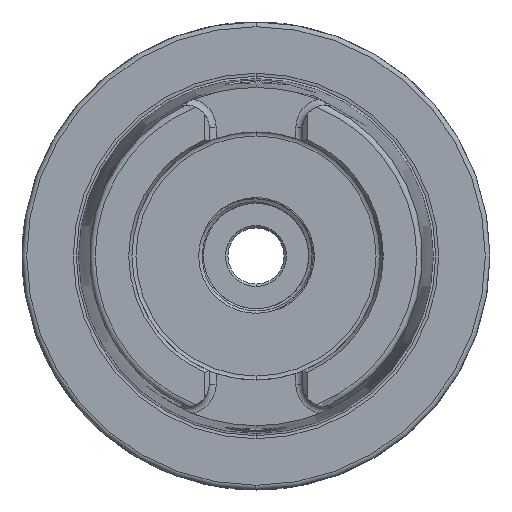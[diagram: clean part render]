
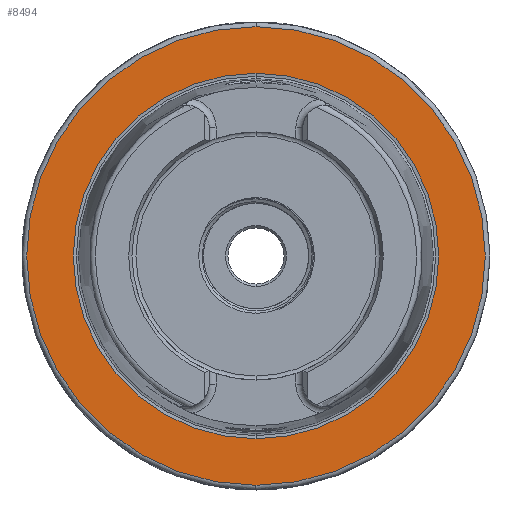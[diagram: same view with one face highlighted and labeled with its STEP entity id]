
A CAD part, left-side view. The second image highlights one B-rep face of the part: STEP entity #8494.
In plain terms, the highlighted planar face has unit normal (-1, 0, 0).
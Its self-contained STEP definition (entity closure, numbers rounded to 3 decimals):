
#4637 = CARTESIAN_POINT ( 'NONE',  ( 0., 0., 0. ) ) ;
#4638 = DIRECTION ( 'NONE',  ( 1., 0., 0. ) ) ;
#4639 = DIRECTION ( 'NONE',  ( 0., 0., -1. ) ) ;
#8337 = AXIS2_PLACEMENT_3D ( 'NONE', #19508, #19509, #19510 ) ;
#8350 = FACE_BOUND ( 'NONE', #9184, .T. ) ;
#8370 = FACE_OUTER_BOUND ( 'NONE', #9079, .T. ) ;
#8494 = ADVANCED_FACE ( 'NONE', ( #8370, #8350 ), #19507, .T. ) ;
#8581 = EDGE_CURVE ( 'NONE', #9246, #9398, #11300, .T. ) ;
#8824 = EDGE_CURVE ( 'NONE', #9393, #9377, #11387, .T. ) ;
#8825 = EDGE_CURVE ( 'NONE', #9398, #9246, #11388, .T. ) ;
#9079 = EDGE_LOOP ( 'NONE', ( #10529, #10530 ) ) ;
#9184 = EDGE_LOOP ( 'NONE', ( #10532, #10531 ) ) ;
#9246 = VERTEX_POINT ( 'NONE', #23669 ) ;
#9377 = VERTEX_POINT ( 'NONE', #23737 ) ;
#9393 = VERTEX_POINT ( 'NONE', #23745 ) ;
#9398 = VERTEX_POINT ( 'NONE', #23748 ) ;
#10529 = ORIENTED_EDGE ( 'NONE', *, *, #8581, .T. ) ;
#10530 = ORIENTED_EDGE ( 'NONE', *, *, #8825, .T. ) ;
#10531 = ORIENTED_EDGE ( 'NONE', *, *, #8824, .T. ) ;
#10532 = ORIENTED_EDGE ( 'NONE', *, *, #13490, .T. ) ;
#11300 = CIRCLE ( 'NONE', #20916, 49. ) ;
#11387 = CIRCLE ( 'NONE', #21168, 39.054 ) ;
#11388 = CIRCLE ( 'NONE', #21169, 49. ) ;
#11469 = CIRCLE ( 'NONE', #21614, 39.054 ) ;
#13490 = EDGE_CURVE ( 'NONE', #9377, #9393, #11469, .T. ) ;
#19507 = PLANE ( 'NONE',  #8337 ) ;
#19508 = CARTESIAN_POINT ( 'NONE',  ( 0., 39.054, 0. ) ) ;
#19509 = DIRECTION ( 'NONE',  ( -1., 0., 0. ) ) ;
#19510 = DIRECTION ( 'NONE',  ( 0., 0., 1. ) ) ;
#20584 = CARTESIAN_POINT ( 'NONE',  ( 0., 0., 0. ) ) ;
#20585 = DIRECTION ( 'NONE',  ( -1., 0., 0. ) ) ;
#20586 = DIRECTION ( 'NONE',  ( 0., 0., 1. ) ) ;
#20916 = AXIS2_PLACEMENT_3D ( 'NONE', #20584, #20585, #20586 ) ;
#21168 = AXIS2_PLACEMENT_3D ( 'NONE', #22758, #22759, #22760 ) ;
#21169 = AXIS2_PLACEMENT_3D ( 'NONE', #22761, #22762, #22763 ) ;
#21614 = AXIS2_PLACEMENT_3D ( 'NONE', #4637, #4638, #4639 ) ;
#22758 = CARTESIAN_POINT ( 'NONE',  ( 0., 0., 0. ) ) ;
#22759 = DIRECTION ( 'NONE',  ( 1., 0., 0. ) ) ;
#22760 = DIRECTION ( 'NONE',  ( 0., 0., -1. ) ) ;
#22761 = CARTESIAN_POINT ( 'NONE',  ( 0., 0., 0. ) ) ;
#22762 = DIRECTION ( 'NONE',  ( -1., 0., 0. ) ) ;
#22763 = DIRECTION ( 'NONE',  ( 0., 0., 1. ) ) ;
#23669 = CARTESIAN_POINT ( 'NONE',  ( 0., 0., 49. ) ) ;
#23737 = CARTESIAN_POINT ( 'NONE',  ( 0., 0., 39.054 ) ) ;
#23745 = CARTESIAN_POINT ( 'NONE',  ( 0., 0., -39.054 ) ) ;
#23748 = CARTESIAN_POINT ( 'NONE',  ( 0., 0., -49. ) ) ;
